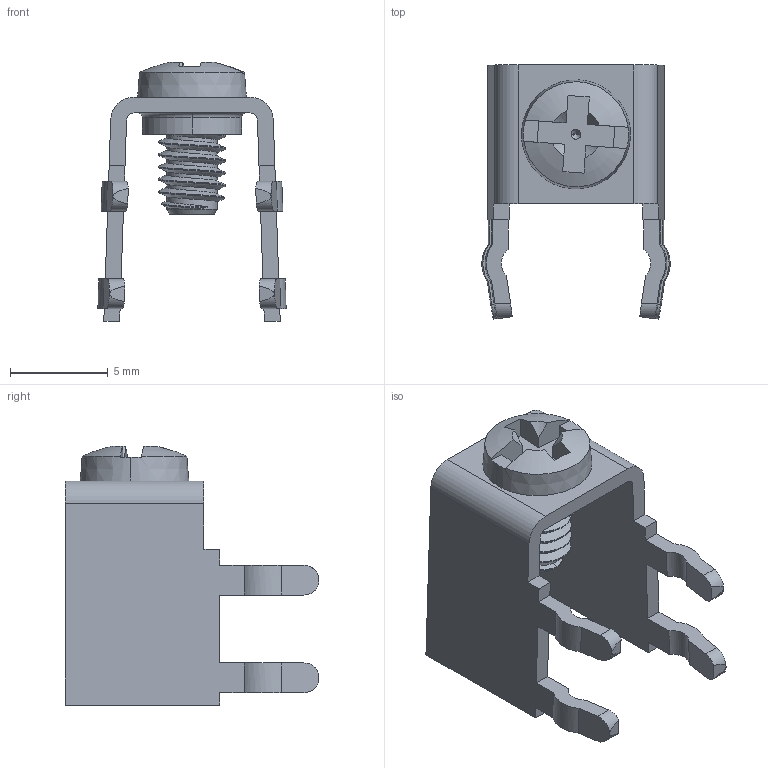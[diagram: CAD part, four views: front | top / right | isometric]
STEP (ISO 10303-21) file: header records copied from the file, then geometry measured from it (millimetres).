
FILE_DESCRIPTION (( 'STEP AP214' ), '1' );
FILE_NAME ('7695-3.STEP', '2013-04-30T12:45:14', ( 'Richard Maletta' ), ( '' ), 'SwSTEP 2.0', 'SolidWorks 2009', '' );
FILE_SCHEMA (( 'AUTOMOTIVE_DESIGN' ));
Length unit declared in the file: millimetre
Products named in the file (1): 7695-3
Bounding box: 9.65 x 13 x 13.29 mm (x, y, z)
Volume: 268.5 mm3; surface area: 818.4 mm2
Topology: 2 solids, 2 shells, 143 faces, 384 edges, 247 vertices
Faces by surface type: plane 65, cylinder 55, cone 10, bspline 7, torus 6
Entity records: 8811 total; most frequent: CARTESIAN_POINT 3924, ORIENTED_EDGE 764, DIRECTION 575, EDGE_CURVE 382, VERTEX_POINT 247, VECTOR 201, LINE 201, AXIS2_PLACEMENT_3D 187
